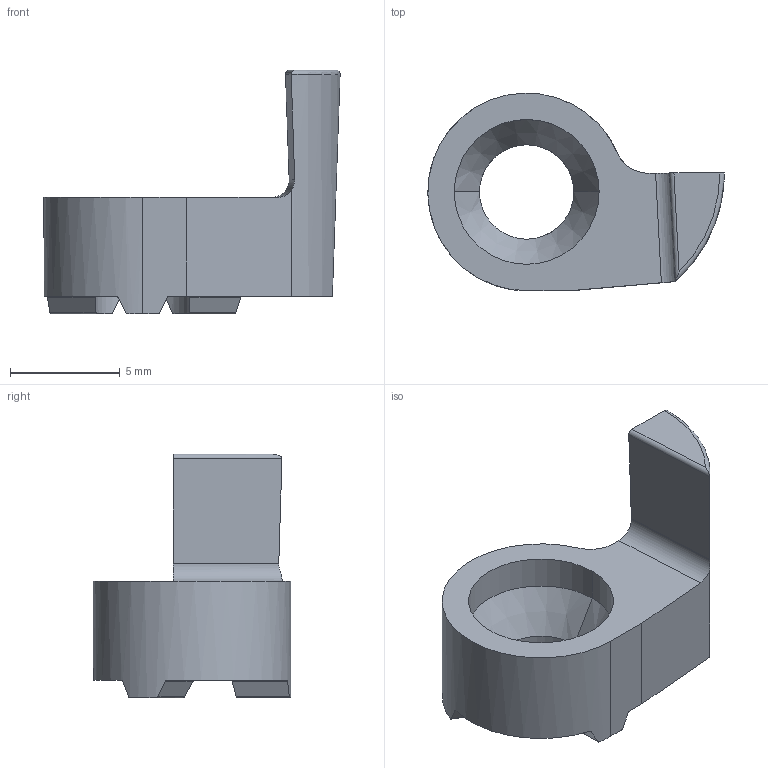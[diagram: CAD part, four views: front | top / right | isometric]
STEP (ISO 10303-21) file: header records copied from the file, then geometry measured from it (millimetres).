
FILE_DESCRIPTION (( 'STEP AP214' ), '1' );
FILE_NAME ('958.502 Kaiser Schneidplatte RD1425.STEP', '2014-09-11T06:27:55', ( 'admin' ), ( '' ), 'SwSTEP 2.0', 'SolidWorks 2014', '' );
FILE_SCHEMA (( 'AUTOMOTIVE_DESIGN' ));
Length unit declared in the file: millimetre
Products named in the file (1): 958.502 Kaiser Schneidplatte RD1425
Bounding box: 13.49 x 9 x 11.1 mm (x, y, z)
Volume: 333.2 mm3; surface area: 462.1 mm2
Topology: 1 solids, 1 shells, 45 faces, 128 edges, 84 vertices
Faces by surface type: cylinder 22, plane 20, cone 2, torus 1
Entity records: 1724 total; most frequent: CARTESIAN_POINT 601, ORIENTED_EDGE 256, DIRECTION 200, EDGE_CURVE 128, VERTEX_POINT 84, AXIS2_PLACEMENT_3D 73, LINE 54, VECTOR 54
